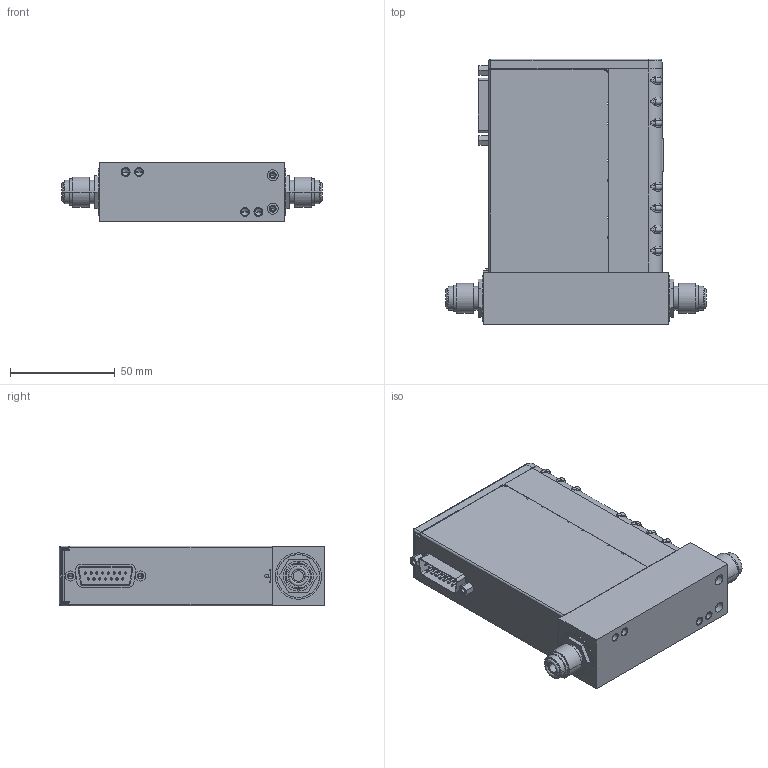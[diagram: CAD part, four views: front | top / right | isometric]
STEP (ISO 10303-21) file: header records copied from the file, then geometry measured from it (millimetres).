
FILE_DESCRIPTION((''),'2;1');
FILE_NAME('133435_4VCR_15PIN_ANALOG_ASM','2009-03-20T',('CockrofM'),('MKS Instruments, Inc.'),'PRO/ENGINEER BY PARAMETRIC TECHNOLOGY CORPORATION, 2005030','PRO/ENGINEER BY PARAMETRIC TECHNOLOGY CORPORATION, 2005030','');
FILE_SCHEMA(('CONFIG_CONTROL_DESIGN'));
Length unit declared in the file: inch
Products named in the file (15): 133141_FLOWBODY; 133140_4VCR_FITTING; 132101-P5_ANALOG_PFCA; 160-0086; 114-9989_CONN_RJ45; 133771-P1; 133185-G3; 134101-P1_PI-MFC; 160-0172_JACKSCREW_316X316_4-40; 134100-P1_LABEL-POSITION1; 072-8551_MJTP1236; 132373_ANALOG_PWR-SENSOR-BD_ASM; 133995-G4_ASSY-VIEW_ASM; 110-9986_MFR-PART_MD15M3S000; 133435_4VCR_15PIN_ANALOG_ASM
Assembly tree (18 placements, depth 4):
  133435_4VCR_15PIN_ANALOG_ASM
    133141_FLOWBODY
    133140_4VCR_FITTING  x2
    132101-P5_ANALOG_PFCA
    160-0086  x3
    114-9989_CONN_RJ45
    133771-P1
    133185-G3
    134101-P1_PI-MFC
    160-0172_JACKSCREW_316X316_4-40  x2
    134100-P1_LABEL-POSITION1
    133995-G4_ASSY-VIEW_ASM
      132373_ANALOG_PWR-SENSOR-BD_ASM
        072-8551_MJTP1236
    110-9986_MFR-PART_MD15M3S000
Bounding box: 123.95 x 126.75 x 28.57 mm (x, y, z)
Volume: 102529.7 mm3; surface area: 74544.4 mm2
Topology: 31 solids, 46 shells, 1164 faces, 2776 edges, 1696 vertices
Faces by surface type: plane 465, cylinder 391, bspline 224, cone 54, torus 26, sphere 4
Entity records: 33964 total; most frequent: CARTESIAN_POINT 11031, ORIENTED_EDGE 4664, DIRECTION 4566, EDGE_CURVE 2356, AXIS2_PLACEMENT_3D 1676, VERTEX_POINT 1506, VECTOR 1214, LINE 1214
